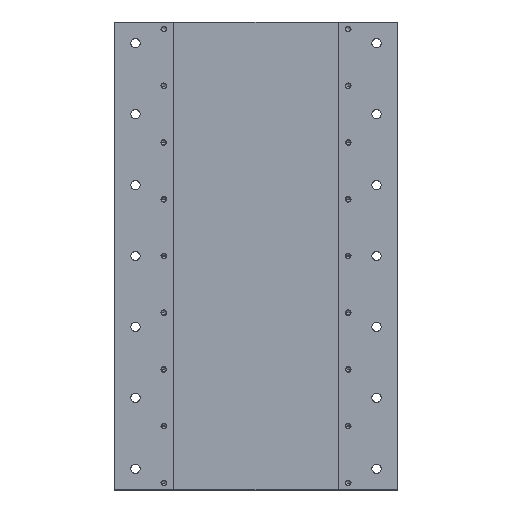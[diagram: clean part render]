
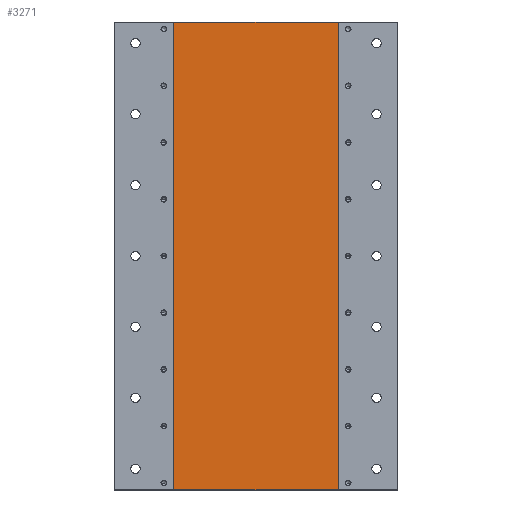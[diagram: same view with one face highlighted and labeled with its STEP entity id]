
A CAD part, top view. The second image highlights one B-rep face of the part: STEP entity #3271.
In plain terms, the highlighted planar face has unit normal (0, 0, 1).
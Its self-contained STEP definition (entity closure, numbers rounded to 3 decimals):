
#1060=DIRECTION('',(-1.,0.,0.));
#1061=VECTOR('',#1060,232.);
#1062=CARTESIAN_POINT('',(116.,660.,4.5));
#1063=LINE('',#1062,#1061);
#1064=DIRECTION('',(0.,1.,0.));
#1065=VECTOR('',#1064,660.);
#1066=CARTESIAN_POINT('',(116.,0.,4.5));
#1067=LINE('',#1066,#1065);
#1068=DIRECTION('',(1.,0.,0.));
#1069=VECTOR('',#1068,232.);
#1070=CARTESIAN_POINT('',(-116.,0.,4.5));
#1071=LINE('',#1070,#1069);
#1072=DIRECTION('',(0.,-1.,0.));
#1073=VECTOR('',#1072,660.);
#1074=CARTESIAN_POINT('',(-116.,660.,4.5));
#1075=LINE('',#1074,#1073);
#1646=CARTESIAN_POINT('',(116.,660.,4.5));
#1647=CARTESIAN_POINT('',(-116.,660.,4.5));
#1648=VERTEX_POINT('',#1646);
#1649=VERTEX_POINT('',#1647);
#1650=CARTESIAN_POINT('',(-116.,0.,4.5));
#1651=VERTEX_POINT('',#1650);
#1652=CARTESIAN_POINT('',(116.,0.,4.5));
#1653=VERTEX_POINT('',#1652);
#3260=CARTESIAN_POINT('',(0.,0.,4.5));
#3261=DIRECTION('',(0.,0.,1.));
#3262=DIRECTION('',(1.,0.,0.));
#3263=AXIS2_PLACEMENT_3D('',#3260,#3261,#3262);
#3264=PLANE('',#3263);
#3265=ORIENTED_EDGE('',*,*,#3205,.F.);
#3266=ORIENTED_EDGE('',*,*,#3254,.F.);
#3267=ORIENTED_EDGE('',*,*,#3170,.F.);
#3268=ORIENTED_EDGE('',*,*,#3191,.F.);
#3269=EDGE_LOOP('',(#3265,#3266,#3267,#3268));
#3270=FACE_OUTER_BOUND('',#3269,.F.);
#3271=ADVANCED_FACE('',(#3270),#3264,.T.);
#3170=EDGE_CURVE('',#1651,#1653,#1071,.T.);
#3191=EDGE_CURVE('',#1649,#1651,#1075,.T.);
#3205=EDGE_CURVE('',#1648,#1649,#1063,.T.);
#3254=EDGE_CURVE('',#1653,#1648,#1067,.T.);
